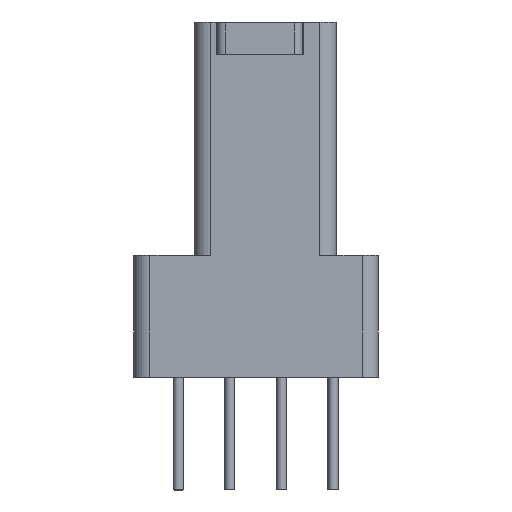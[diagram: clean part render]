
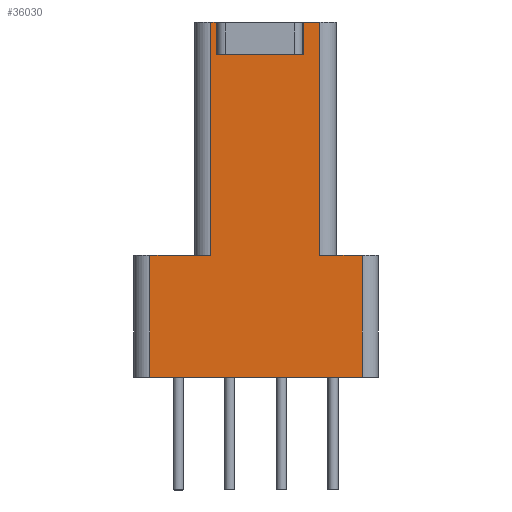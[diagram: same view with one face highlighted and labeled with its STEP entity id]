
A CAD part, left-side view. The second image highlights one B-rep face of the part: STEP entity #36030.
In plain terms, the highlighted planar face has unit normal (-1, 0, 0).
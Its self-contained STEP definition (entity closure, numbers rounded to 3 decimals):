
#366 = CARTESIAN_POINT ( 'NONE',  ( -11.48, -1.34, 5.74 ) ) ;
#879 = CARTESIAN_POINT ( 'NONE',  ( -11.48, -2.38, 0. ) ) ;
#1063 = CARTESIAN_POINT ( 'NONE',  ( -11.48, 2.84, 0. ) ) ;
#1868 = DIRECTION ( 'NONE',  ( 0., 1., 0. ) ) ;
#2039 = DIRECTION ( 'NONE',  ( 0., -1., 0. ) ) ;
#3593 = EDGE_CURVE ( 'NONE', #12813, #23016, #49718, .T. ) ;
#5760 = EDGE_CURVE ( 'NONE', #48346, #23342, #45199, .T. ) ;
#6485 = DIRECTION ( 'NONE',  ( 0., 0., 1. ) ) ;
#7701 = VECTOR ( 'NONE', #1868, 1000. ) ;
#8602 = CARTESIAN_POINT ( 'NONE',  ( -11.48, -1.34, 5.74 ) ) ;
#8780 = VECTOR ( 'NONE', #16564, 1000. ) ;
#8853 = LINE ( 'NONE', #366, #8780 ) ;
#8931 = CARTESIAN_POINT ( 'NONE',  ( -11.48, 2.84, -3. ) ) ;
#9252 = DIRECTION ( 'NONE',  ( 0., 0., 1. ) ) ;
#10240 = EDGE_CURVE ( 'NONE', #13292, #38763, #19399, .T. ) ;
#10620 = LINE ( 'NONE', #23343, #12078 ) ;
#10857 = ORIENTED_EDGE ( 'NONE', *, *, #45894, .F. ) ;
#10877 = ORIENTED_EDGE ( 'NONE', *, *, #10240, .T. ) ;
#11388 = DIRECTION ( 'NONE',  ( 0., -1., 0. ) ) ;
#11396 = CARTESIAN_POINT ( 'NONE',  ( -11.48, 1.34, 5.74 ) ) ;
#12078 = VECTOR ( 'NONE', #26816, 1000. ) ;
#12528 = CARTESIAN_POINT ( 'NONE',  ( -11.48, -1.34, 0. ) ) ;
#12813 = VERTEX_POINT ( 'NONE', #879 ) ;
#13207 = LINE ( 'NONE', #45345, #15261 ) ;
#13292 = VERTEX_POINT ( 'NONE', #41476 ) ;
#13298 = ORIENTED_EDGE ( 'NONE', *, *, #50633, .T. ) ;
#13981 = VERTEX_POINT ( 'NONE', #27721 ) ;
#14692 = EDGE_CURVE ( 'NONE', #18269, #42873, #10620, .T. ) ;
#14716 = EDGE_CURVE ( 'NONE', #15649, #42873, #31567, .T. ) ;
#15261 = VECTOR ( 'NONE', #45082, 1000. ) ;
#15315 = ORIENTED_EDGE ( 'NONE', *, *, #34487, .T. ) ;
#15649 = VERTEX_POINT ( 'NONE', #11396 ) ;
#15696 = CARTESIAN_POINT ( 'NONE',  ( -11.48, 2.84, 0. ) ) ;
#15767 = ORIENTED_EDGE ( 'NONE', *, *, #14716, .F. ) ;
#16495 = ORIENTED_EDGE ( 'NONE', *, *, #28620, .F. ) ;
#16564 = DIRECTION ( 'NONE',  ( 0., 0., 1. ) ) ;
#17103 = ORIENTED_EDGE ( 'NONE', *, *, #23063, .F. ) ;
#18269 = VERTEX_POINT ( 'NONE', #30413 ) ;
#18375 = FACE_OUTER_BOUND ( 'NONE', #25845, .T. ) ;
#18677 = VECTOR ( 'NONE', #35266, 1000. ) ;
#18743 = AXIS2_PLACEMENT_3D ( 'NONE', #38574, #26079, #39101 ) ;
#18966 = CARTESIAN_POINT ( 'NONE',  ( -11.48, 1.21, 5.74 ) ) ;
#19399 = LINE ( 'NONE', #15696, #45632 ) ;
#20091 = LINE ( 'NONE', #8931, #46194 ) ;
#21987 = CARTESIAN_POINT ( 'NONE',  ( -11.48, -0.93, 4.94 ) ) ;
#22934 = LINE ( 'NONE', #26385, #27191 ) ;
#23016 = VERTEX_POINT ( 'NONE', #12528 ) ;
#23039 = LINE ( 'NONE', #39256, #18677 ) ;
#23063 = EDGE_CURVE ( 'NONE', #36352, #49201, #36682, .T. ) ;
#23342 = VERTEX_POINT ( 'NONE', #49277 ) ;
#23343 = CARTESIAN_POINT ( 'NONE',  ( -11.48, 1.21, 4.94 ) ) ;
#25275 = ORIENTED_EDGE ( 'NONE', *, *, #14692, .T. ) ;
#25845 = EDGE_LOOP ( 'NONE', ( #10857, #25275, #15767, #15315, #10877, #16495, #41514, #30617, #44230, #13298, #17103, #33506 ) ) ;
#25961 = CARTESIAN_POINT ( 'NONE',  ( -11.48, 1.74, 5.74 ) ) ;
#26079 = DIRECTION ( 'NONE',  ( 1., 0., 0. ) ) ;
#26385 = CARTESIAN_POINT ( 'NONE',  ( -11.48, -2.38, -3. ) ) ;
#26570 = CARTESIAN_POINT ( 'NONE',  ( -11.48, 2.84, 0. ) ) ;
#26816 = DIRECTION ( 'NONE',  ( 0., 0., 1. ) ) ;
#26866 = DIRECTION ( 'NONE',  ( 0., 1., 0. ) ) ;
#27191 = VECTOR ( 'NONE', #6485, 1000. ) ;
#27721 = CARTESIAN_POINT ( 'NONE',  ( -11.48, -0.93, 4.94 ) ) ;
#28346 = EDGE_CURVE ( 'NONE', #13981, #36352, #38464, .T. ) ;
#28620 = EDGE_CURVE ( 'NONE', #23342, #38763, #20091, .T. ) ;
#30413 = CARTESIAN_POINT ( 'NONE',  ( -11.48, 1.21, 4.94 ) ) ;
#30609 = CARTESIAN_POINT ( 'NONE',  ( -11.48, -0.93, 5.74 ) ) ;
#30617 = ORIENTED_EDGE ( 'NONE', *, *, #35774, .T. ) ;
#31567 = LINE ( 'NONE', #47753, #45182 ) ;
#32716 = VECTOR ( 'NONE', #2039, 1000. ) ;
#33506 = ORIENTED_EDGE ( 'NONE', *, *, #28346, .F. ) ;
#33756 = CARTESIAN_POINT ( 'NONE',  ( -11.48, 2.84, -3. ) ) ;
#34487 = EDGE_CURVE ( 'NONE', #15649, #13292, #23039, .T. ) ;
#35266 = DIRECTION ( 'NONE',  ( 0., 0., -1. ) ) ;
#35774 = EDGE_CURVE ( 'NONE', #48346, #12813, #22934, .T. ) ;
#36030 = ADVANCED_FACE ( 'NONE', ( #18375 ), #42825, .F. ) ;
#36352 = VERTEX_POINT ( 'NONE', #30609 ) ;
#36682 = LINE ( 'NONE', #25961, #32716 ) ;
#36997 = VECTOR ( 'NONE', #41486, 1000. ) ;
#38464 = LINE ( 'NONE', #21987, #51234 ) ;
#38574 = CARTESIAN_POINT ( 'NONE',  ( -11.48, 1.74, 5.74 ) ) ;
#38763 = VERTEX_POINT ( 'NONE', #1063 ) ;
#39101 = DIRECTION ( 'NONE',  ( 0., 0., -1. ) ) ;
#39256 = CARTESIAN_POINT ( 'NONE',  ( -11.48, 1.34, 5.74 ) ) ;
#41476 = CARTESIAN_POINT ( 'NONE',  ( -11.48, 1.34, 0. ) ) ;
#41486 = DIRECTION ( 'NONE',  ( 0., 1., 0. ) ) ;
#41514 = ORIENTED_EDGE ( 'NONE', *, *, #5760, .F. ) ;
#42825 = PLANE ( 'NONE',  #18743 ) ;
#42873 = VERTEX_POINT ( 'NONE', #18966 ) ;
#43620 = CARTESIAN_POINT ( 'NONE',  ( -11.48, -2.38, -3. ) ) ;
#44230 = ORIENTED_EDGE ( 'NONE', *, *, #3593, .T. ) ;
#45065 = DIRECTION ( 'NONE',  ( 0., 0., 1. ) ) ;
#45082 = DIRECTION ( 'NONE',  ( 0., -1., 0. ) ) ;
#45182 = VECTOR ( 'NONE', #11388, 1000. ) ;
#45199 = LINE ( 'NONE', #33756, #36997 ) ;
#45345 = CARTESIAN_POINT ( 'NONE',  ( -11.48, 1.21, 4.94 ) ) ;
#45632 = VECTOR ( 'NONE', #26866, 1000. ) ;
#45894 = EDGE_CURVE ( 'NONE', #18269, #13981, #13207, .T. ) ;
#46194 = VECTOR ( 'NONE', #45065, 1000. ) ;
#47753 = CARTESIAN_POINT ( 'NONE',  ( -11.48, 1.74, 5.74 ) ) ;
#48346 = VERTEX_POINT ( 'NONE', #43620 ) ;
#49201 = VERTEX_POINT ( 'NONE', #8602 ) ;
#49277 = CARTESIAN_POINT ( 'NONE',  ( -11.48, 2.84, -3. ) ) ;
#49718 = LINE ( 'NONE', #26570, #7701 ) ;
#50633 = EDGE_CURVE ( 'NONE', #23016, #49201, #8853, .T. ) ;
#51234 = VECTOR ( 'NONE', #9252, 1000. ) ;
